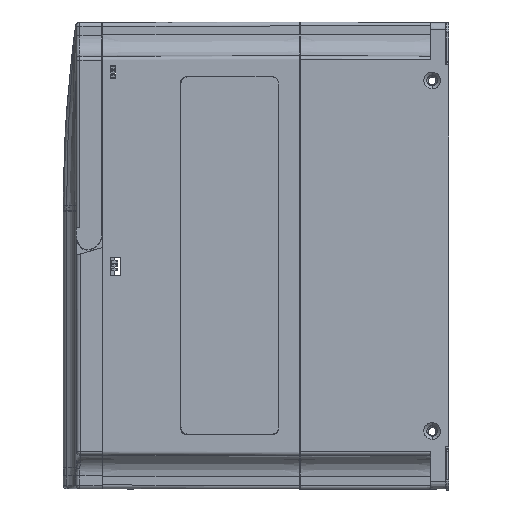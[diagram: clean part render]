
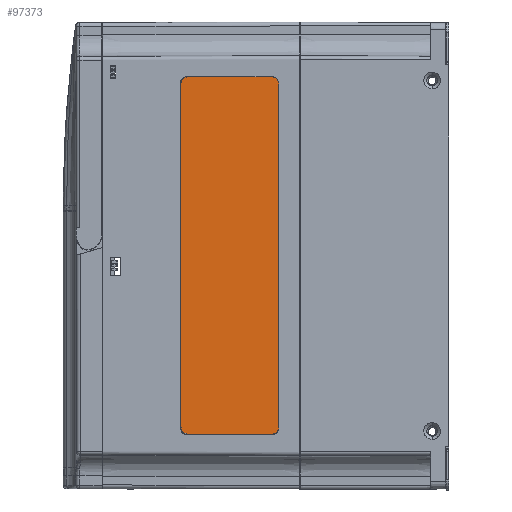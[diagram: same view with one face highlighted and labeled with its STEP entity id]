
A CAD part, left-side view. The second image highlights one B-rep face of the part: STEP entity #97373.
In plain terms, the highlighted planar face has unit normal (-1, 0, 0).
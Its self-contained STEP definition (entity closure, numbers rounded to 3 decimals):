
#66 = CARTESIAN_POINT ( 'NONE',  ( -1., 68.5, -21. ) ) ;
#954 = DIRECTION ( 'NONE',  ( 0., 0., -1. ) ) ;
#1718 = EDGE_CURVE ( 'NONE', #47088, #103334, #13401, .T. ) ;
#1802 = CARTESIAN_POINT ( 'NONE',  ( -1., 100.2, -158.7 ) ) ;
#1936 = LINE ( 'NONE', #99968, #70461 ) ;
#2953 = AXIS2_PLACEMENT_3D ( 'NONE', #90778, #75514, #954 ) ;
#3182 = DIRECTION ( 'NONE',  ( 0., 1., 0. ) ) ;
#3299 = CARTESIAN_POINT ( 'NONE',  ( -1., 65.5, -24. ) ) ;
#6135 = EDGE_CURVE ( 'NONE', #35613, #81930, #60928, .T. ) ;
#9451 = LINE ( 'NONE', #9995, #67441 ) ;
#9995 = CARTESIAN_POINT ( 'NONE',  ( -1., 68.5, -158.7 ) ) ;
#13401 = LINE ( 'NONE', #80318, #77003 ) ;
#16272 = EDGE_LOOP ( 'NONE', ( #103123, #83448, #28438, #55093, #69357, #62123, #49569, #33111 ) ) ;
#16864 = VERTEX_POINT ( 'NONE', #36846 ) ;
#19294 = AXIS2_PLACEMENT_3D ( 'NONE', #44922, #103698, #36749 ) ;
#25667 = DIRECTION ( 'NONE',  ( 0., 0., 1. ) ) ;
#28438 = ORIENTED_EDGE ( 'NONE', *, *, #72591, .F. ) ;
#30255 = DIRECTION ( 'NONE',  ( 0., 0., -1. ) ) ;
#30287 = DIRECTION ( 'NONE',  ( 0., -1., 0. ) ) ;
#33111 = ORIENTED_EDGE ( 'NONE', *, *, #58183, .T. ) ;
#33377 = CARTESIAN_POINT ( 'NONE',  ( -1., 103.2, -24. ) ) ;
#35613 = VERTEX_POINT ( 'NONE', #77096 ) ;
#36590 = AXIS2_PLACEMENT_3D ( 'NONE', #67018, #42553, #25667 ) ;
#36749 = DIRECTION ( 'NONE',  ( 0., 1., 0. ) ) ;
#36846 = CARTESIAN_POINT ( 'NONE',  ( -1., 103.2, -155.7 ) ) ;
#38420 = CIRCLE ( 'NONE', #19294, 3. ) ;
#38974 = CARTESIAN_POINT ( 'NONE',  ( -1., 65.5, -155.7 ) ) ;
#42553 = DIRECTION ( 'NONE',  ( -1., 0., 0. ) ) ;
#42655 = DIRECTION ( 'NONE',  ( 0., 1., 0. ) ) ;
#44289 = VECTOR ( 'NONE', #30287, 1000. ) ;
#44564 = FACE_OUTER_BOUND ( 'NONE', #16272, .T. ) ;
#44922 = CARTESIAN_POINT ( 'NONE',  ( -1., 100.2, -155.7 ) ) ;
#46004 = DIRECTION ( 'NONE',  ( -1., 0., 0. ) ) ;
#46162 = EDGE_CURVE ( 'NONE', #16864, #81930, #1936, .T. ) ;
#47088 = VERTEX_POINT ( 'NONE', #3299 ) ;
#49569 = ORIENTED_EDGE ( 'NONE', *, *, #50523, .F. ) ;
#49935 = CIRCLE ( 'NONE', #2953, 3. ) ;
#50523 = EDGE_CURVE ( 'NONE', #75149, #51692, #9451, .T. ) ;
#51692 = VERTEX_POINT ( 'NONE', #1802 ) ;
#55093 = ORIENTED_EDGE ( 'NONE', *, *, #6135, .T. ) ;
#58183 = EDGE_CURVE ( 'NONE', #75149, #103334, #49935, .T. ) ;
#59289 = DIRECTION ( 'NONE',  ( 1., 0., 0. ) ) ;
#60928 = CIRCLE ( 'NONE', #36590, 3. ) ;
#62123 = ORIENTED_EDGE ( 'NONE', *, *, #80703, .T. ) ;
#62870 = DIRECTION ( 'NONE',  ( 0., -1., 0. ) ) ;
#67018 = CARTESIAN_POINT ( 'NONE',  ( -1., 100.2, -24. ) ) ;
#67270 = CIRCLE ( 'NONE', #93305, 3. ) ;
#67441 = VECTOR ( 'NONE', #42655, 1000. ) ;
#68330 = DIRECTION ( 'NONE',  ( 0., 0., 1. ) ) ;
#69357 = ORIENTED_EDGE ( 'NONE', *, *, #46162, .F. ) ;
#70461 = VECTOR ( 'NONE', #68330, 1000. ) ;
#72591 = EDGE_CURVE ( 'NONE', #35613, #102428, #85855, .T. ) ;
#75149 = VERTEX_POINT ( 'NONE', #95113 ) ;
#75514 = DIRECTION ( 'NONE',  ( -1., 0., 0. ) ) ;
#76633 = EDGE_CURVE ( 'NONE', #47088, #102428, #67270, .T. ) ;
#77003 = VECTOR ( 'NONE', #30255, 1000. ) ;
#77096 = CARTESIAN_POINT ( 'NONE',  ( -1., 100.2, -21. ) ) ;
#77739 = PLANE ( 'NONE',  #100924 ) ;
#80318 = CARTESIAN_POINT ( 'NONE',  ( -1., 65.5, -24. ) ) ;
#80703 = EDGE_CURVE ( 'NONE', #16864, #51692, #38420, .T. ) ;
#81930 = VERTEX_POINT ( 'NONE', #33377 ) ;
#83448 = ORIENTED_EDGE ( 'NONE', *, *, #76633, .T. ) ;
#85855 = LINE ( 'NONE', #104877, #44289 ) ;
#87369 = CARTESIAN_POINT ( 'NONE',  ( -1., 68.5, -24. ) ) ;
#90778 = CARTESIAN_POINT ( 'NONE',  ( -1., 68.5, -155.7 ) ) ;
#93305 = AXIS2_PLACEMENT_3D ( 'NONE', #87369, #46004, #62870 ) ;
#94609 = CARTESIAN_POINT ( 'NONE',  ( -1., 84.35, -89.85 ) ) ;
#95113 = CARTESIAN_POINT ( 'NONE',  ( -1., 68.5, -158.7 ) ) ;
#97373 = ADVANCED_FACE ( 'NONE', ( #44564 ), #77739, .F. ) ;
#99968 = CARTESIAN_POINT ( 'NONE',  ( -1., 103.2, -155.7 ) ) ;
#100924 = AXIS2_PLACEMENT_3D ( 'NONE', #94609, #59289, #3182 ) ;
#102428 = VERTEX_POINT ( 'NONE', #66 ) ;
#103123 = ORIENTED_EDGE ( 'NONE', *, *, #1718, .F. ) ;
#103334 = VERTEX_POINT ( 'NONE', #38974 ) ;
#103698 = DIRECTION ( 'NONE',  ( -1., 0., 0. ) ) ;
#104877 = CARTESIAN_POINT ( 'NONE',  ( -1., 100.2, -21. ) ) ;
